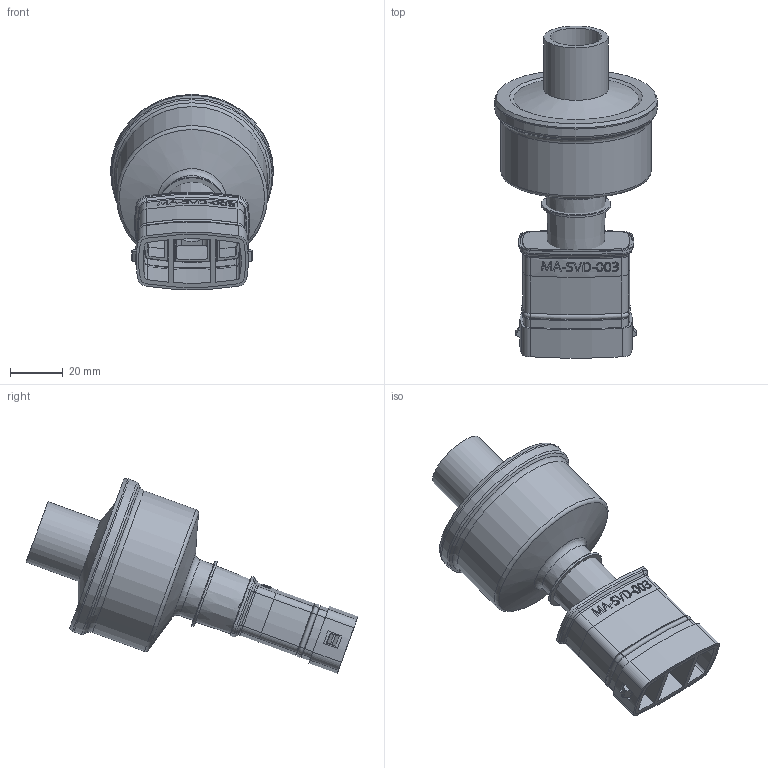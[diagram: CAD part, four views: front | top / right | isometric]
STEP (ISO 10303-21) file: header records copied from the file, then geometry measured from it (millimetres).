
FILE_DESCRIPTION( ( '' ), ' ' );
FILE_NAME( '5e7a085c5391bc14c769bf89.step', '2020-03-24T13:17:17', ( '' ), ( '' ), ' ', ' ', ' ' );
FILE_SCHEMA( ( 'AUTOMOTIVE_DESIGN { 1 0 10303 214 1 1 1 1 }' ) );
Length unit declared in the file: metre
Products named in the file (9): HME filter; Surface 2; Surface 1; Cone - 22 mm; MA-SVD-003; Part 4; face_seal_sleeve; mask_outlet_oring; mask_outlet
Bounding box: 61.86 x 126.03 x 74.1 mm (x, y, z)
Volume: 53824.4 mm3; surface area: 50557.1 mm2
Topology: 7 solids, 13 shells, 425 faces, 1114 edges, 730 vertices
Faces by surface type: bspline 155, cylinder 142, plane 65, cone 34, torus 29
Full cylindrical faces by diameter (mm): 11.72 x1, 13.786 x1, 15.72 x1, 15.92 x1, 17.16 x1, 19.12 x1, 19.423 x1, 24.423 x1, 26.37 x1, 52.298 x1, 57.298 x1, 61.573 x1
Entity records: 18039 total; most frequent: CARTESIAN_POINT 5433, ORIENTED_EDGE 2100, DIRECTION 1437, EDGE_CURVE 1068, VERTEX_POINT 724, AXIS2_PLACEMENT_3D 602, B_SPLINE_CURVE_WITH_KNOTS 512, EDGE_LOOP 511
